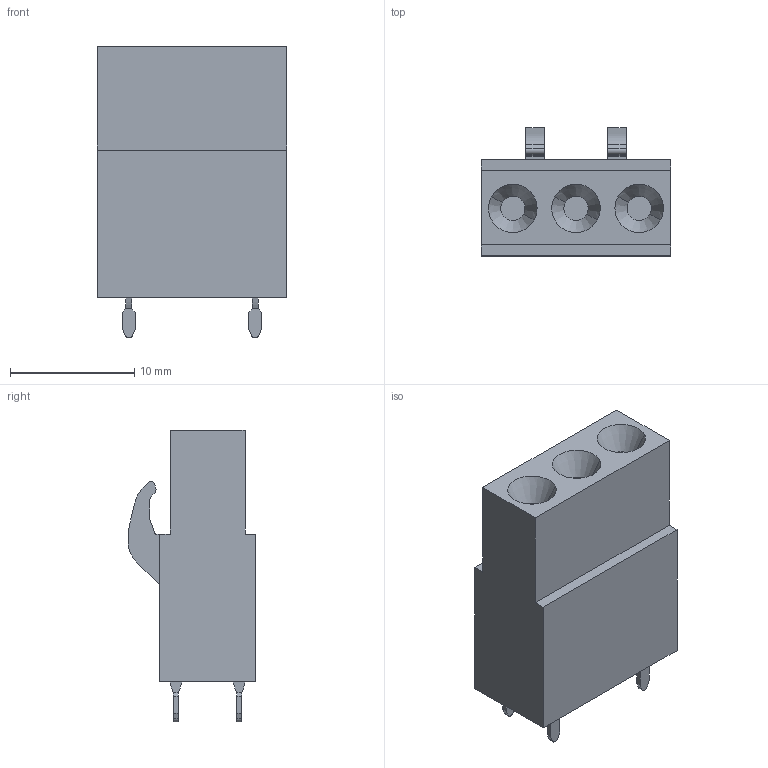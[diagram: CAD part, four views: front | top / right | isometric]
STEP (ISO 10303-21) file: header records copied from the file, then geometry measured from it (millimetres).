
FILE_DESCRIPTION(('CATIA V5 STEP Exchange','CAx-IF Rec.Pracs.--- Model Styling and Organization---1.4--- 2014-01-23'),'2;1');
FILE_NAME ('233611-1_0', '2021-05-17T07:07:35+00:00', ('none'), ('Weidmueller'), 'CATIA Version 5-6 Release 2016 SP3 HF44', 'CATIA V5 STEP AP214', 'none');
FILE_SCHEMA(('AUTOMOTIVE_DESIGN { 1 0 10303 214 1 1 1 1 }'));
Length unit declared in the file: millimetre
Products named in the file (1): 2626490000
Bounding box: 15.24 x 10.28 x 23.45 mm (x, y, z)
Volume: 2169.8 mm3; surface area: 1306.1 mm2
Topology: 5 solids, 5 shells, 149 faces, 368 edges, 240 vertices
Faces by surface type: plane 117, cylinder 26, cone 6
Entity records: 4419 total; most frequent: CARTESIAN_POINT 937, ORIENTED_EDGE 736, DIRECTION 588, EDGE_CURVE 368, VECTOR 304, LINE 304, VERTEX_POINT 240, AXIS2_PLACEMENT_3D 165
